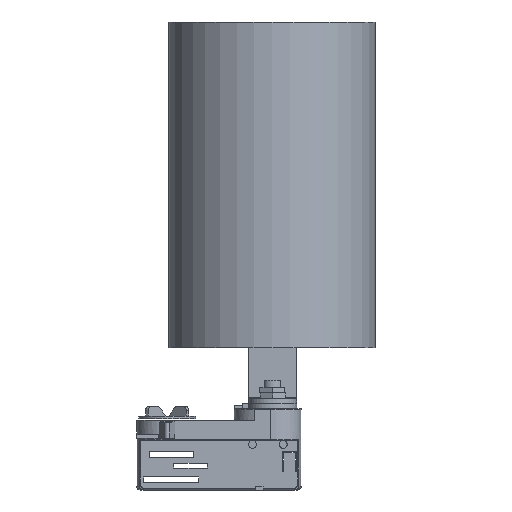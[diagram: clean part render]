
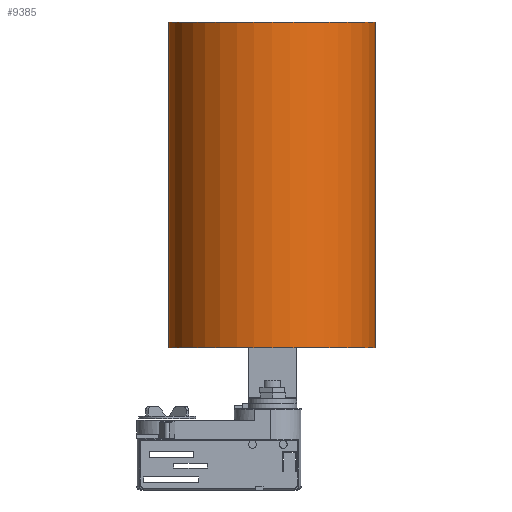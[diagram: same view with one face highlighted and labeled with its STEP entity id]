
A CAD part, front view. The second image highlights one B-rep face of the part: STEP entity #9385.
In plain terms, the highlighted cylindrical face has radius 54 mm (diameter 108 mm), a full revolution.
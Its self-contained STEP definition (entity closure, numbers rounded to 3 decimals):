
#529=CYLINDRICAL_SURFACE('',#28472,54.);
#9385=ADVANCED_FACE('',(#9971,#9972),#529,.T.);
#9971=FACE_BOUND('',#11742,.T.);
#9972=FACE_BOUND('',#11743,.T.);
#11742=EDGE_LOOP('',(#19032));
#11743=EDGE_LOOP('',(#19033));
#19032=ORIENTED_EDGE('',*,*,#25153,.F.);
#19033=ORIENTED_EDGE('',*,*,#25155,.T.);
#21508=VERTEX_POINT('',#45417);
#21510=VERTEX_POINT('',#45422);
#25153=EDGE_CURVE('',#21508,#21508,#26119,.T.);
#25155=EDGE_CURVE('',#21510,#21510,#26121,.T.);
#26119=CIRCLE('',#28466,54.);
#26121=CIRCLE('',#28469,54.);
#28466=AXIS2_PLACEMENT_3D('',#45416,#35643,#35644);
#28469=AXIS2_PLACEMENT_3D('',#45421,#35649,#35650);
#28472=AXIS2_PLACEMENT_3D('',#45425,#35655,#35656);
#35643=DIRECTION('',(0.,0.,1.));
#35644=DIRECTION('',(1.,0.,0.));
#35649=DIRECTION('',(0.,0.,1.));
#35650=DIRECTION('',(1.,0.,0.));
#35655=DIRECTION('',(0.,0.,-1.));
#35656=DIRECTION('',(-1.,0.,0.));
#45416=CARTESIAN_POINT('',(0.,0.,0.));
#45417=CARTESIAN_POINT('',(54.,0.,0.));
#45421=CARTESIAN_POINT('',(0.,0.,-170.));
#45422=CARTESIAN_POINT('',(54.,0.,-170.));
#45425=CARTESIAN_POINT('',(0.,0.,0.));
